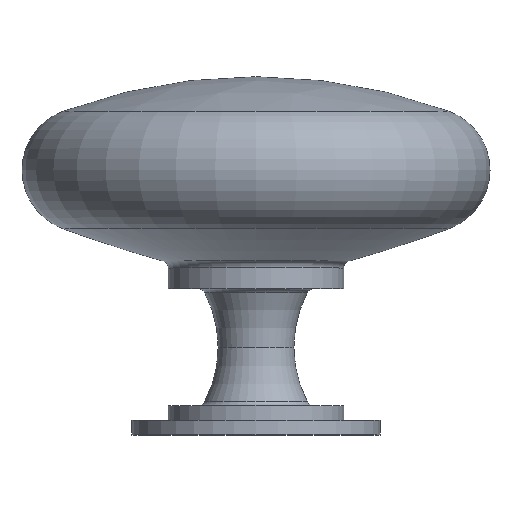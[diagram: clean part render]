
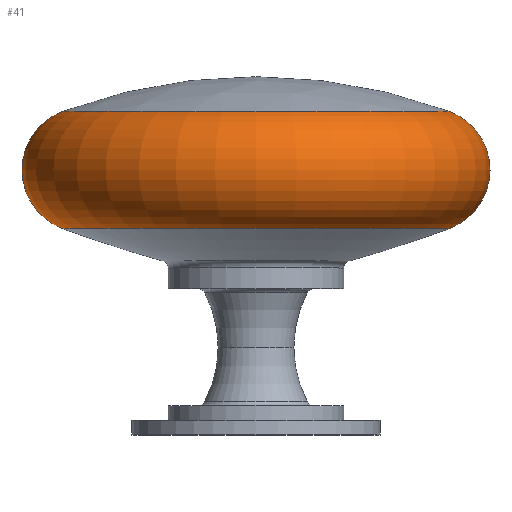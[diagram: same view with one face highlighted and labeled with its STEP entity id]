
A CAD part, top view. The second image highlights one B-rep face of the part: STEP entity #41.
In plain terms, the highlighted toroidal (fillet/blend) face has major radius 11.727 mm and minor radius 4.273 mm.
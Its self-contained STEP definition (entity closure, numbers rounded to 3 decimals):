
#13 = DIRECTION ( 'NONE',  ( -1., 0., 0. ) ) ;
#32 = CARTESIAN_POINT ( 'NONE',  ( 13.213, 22.129, 0. ) ) ;
#35 = DIRECTION ( 'NONE',  ( 0., -1., 0. ) ) ;
#41 = ADVANCED_FACE ( 'NONE', ( #837 ), #207, .T. ) ;
#47 = ORIENTED_EDGE ( 'NONE', *, *, #212, .T. ) ;
#57 = ORIENTED_EDGE ( 'NONE', *, *, #677, .T. ) ;
#93 = AXIS2_PLACEMENT_3D ( 'NONE', #145, #546, #13 ) ;
#95 = CARTESIAN_POINT ( 'NONE',  ( -11.727, 18.122, 0. ) ) ;
#145 = CARTESIAN_POINT ( 'NONE',  ( 11.727, 18.122, 0. ) ) ;
#154 = DIRECTION ( 'NONE',  ( 1., 0., 0. ) ) ;
#170 = AXIS2_PLACEMENT_3D ( 'NONE', #362, #35, #559 ) ;
#207 = TOROIDAL_SURFACE ( 'NONE', #219, 11.727, 4.273 ) ;
#212 = EDGE_CURVE ( 'NONE', #437, #388, #562, .T. ) ;
#213 = CIRCLE ( 'NONE', #93, 4.273 ) ;
#219 = AXIS2_PLACEMENT_3D ( 'NONE', #781, #382, #711 ) ;
#248 = VERTEX_POINT ( 'NONE', #808 ) ;
#261 = AXIS2_PLACEMENT_3D ( 'NONE', #95, #483, #154 ) ;
#286 = CARTESIAN_POINT ( 'NONE',  ( 0., 22.129, 0. ) ) ;
#301 = ORIENTED_EDGE ( 'NONE', *, *, #639, .F. ) ;
#352 = DIRECTION ( 'NONE',  ( 1., 0., 0. ) ) ;
#356 = CARTESIAN_POINT ( 'NONE',  ( 13.213, 14.116, 0. ) ) ;
#362 = CARTESIAN_POINT ( 'NONE',  ( 0., 14.116, 0. ) ) ;
#382 = DIRECTION ( 'NONE',  ( 0., -1., 0. ) ) ;
#386 = EDGE_LOOP ( 'NONE', ( #47, #57, #301, #730 ) ) ;
#388 = VERTEX_POINT ( 'NONE', #692 ) ;
#437 = VERTEX_POINT ( 'NONE', #32 ) ;
#483 = DIRECTION ( 'NONE',  ( 0., 0., 1. ) ) ;
#515 = CIRCLE ( 'NONE', #170, 13.213 ) ;
#538 = DIRECTION ( 'NONE',  ( 0., -1., 0. ) ) ;
#546 = DIRECTION ( 'NONE',  ( 0., 0., -1. ) ) ;
#559 = DIRECTION ( 'NONE',  ( 1., 0., 0. ) ) ;
#562 = CIRCLE ( 'NONE', #790, 13.213 ) ;
#583 = CIRCLE ( 'NONE', #261, 4.273 ) ;
#598 = EDGE_CURVE ( 'NONE', #437, #697, #213, .T. ) ;
#639 = EDGE_CURVE ( 'NONE', #697, #248, #515, .T. ) ;
#677 = EDGE_CURVE ( 'NONE', #388, #248, #583, .T. ) ;
#692 = CARTESIAN_POINT ( 'NONE',  ( -13.213, 22.129, 0. ) ) ;
#697 = VERTEX_POINT ( 'NONE', #356 ) ;
#711 = DIRECTION ( 'NONE',  ( 1., 0., 0. ) ) ;
#730 = ORIENTED_EDGE ( 'NONE', *, *, #598, .F. ) ;
#781 = CARTESIAN_POINT ( 'NONE',  ( 0., 18.122, 0. ) ) ;
#790 = AXIS2_PLACEMENT_3D ( 'NONE', #286, #538, #352 ) ;
#808 = CARTESIAN_POINT ( 'NONE',  ( -13.213, 14.116, 0. ) ) ;
#837 = FACE_OUTER_BOUND ( 'NONE', #386, .T. ) ;
